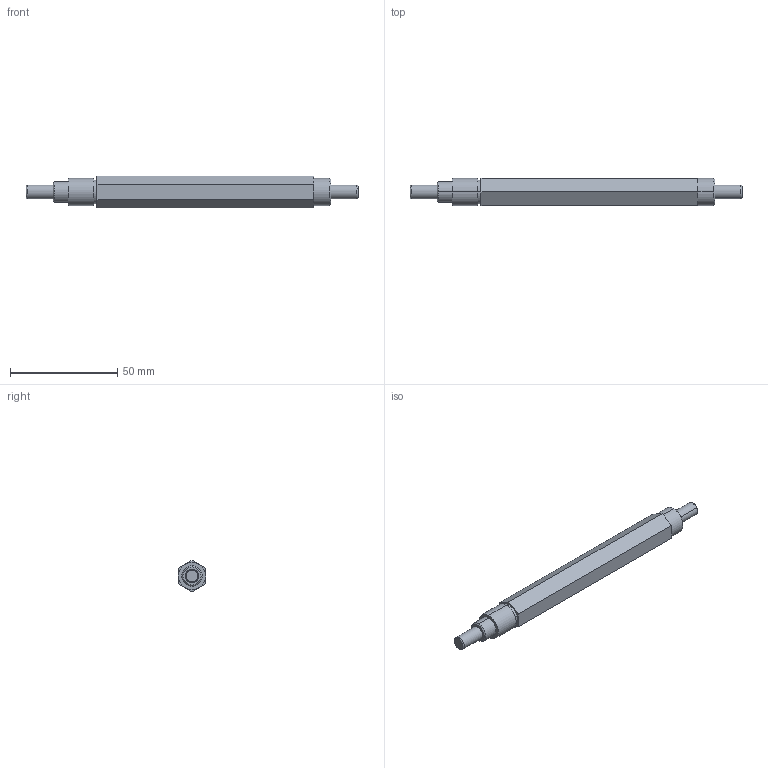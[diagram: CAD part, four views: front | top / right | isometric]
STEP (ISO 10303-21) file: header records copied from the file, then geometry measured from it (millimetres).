
FILE_DESCRIPTION (( 'STEP AP203' ), '1' );
FILE_NAME ('am-4722 am-4722_pin am-4722_mag ToughBox E AM14U5 Length Hex Output Shaft.STEP', '2022-06-14T13:07:15', ( '' ), ( '' ), 'SwSTEP 2.0', 'SolidWorks 2021', '' );
FILE_SCHEMA (( 'CONFIG_CONTROL_DESIGN' ));
Length unit declared in the file: inch
Products named in the file (3): am-4722 am-4722_pin am-4722_mag ToughBox E AM14U5 Length Hex Output Shaft; am-4722 ToughBox E AM14U5 Length Hex Output Shaft; 250x1000_dowel
Assembly tree (3 placements, depth 2):
  am-4722 am-4722_pin am-4722_mag ToughBox E AM14U5 Length Hex Output Shaft
    am-4722 ToughBox E AM14U5 Length Hex Output Shaft
    250x1000_dowel  x2
Bounding box: 155 x 12.7 x 14.66 mm (x, y, z)
Volume: 18040.5 mm3; surface area: 7464 mm2
Topology: 3 solids, 3 shells, 53 faces, 110 edges, 64 vertices
Faces by surface type: plane 21, cylinder 16, cone 8, torus 8
Entity records: 1527 total; most frequent: DIRECTION 240, CARTESIAN_POINT 199, ORIENTED_EDGE 184, AXIS2_PLACEMENT_3D 97, EDGE_CURVE 92, VERTEX_POINT 56, EDGE_LOOP 50, VECTOR 46
